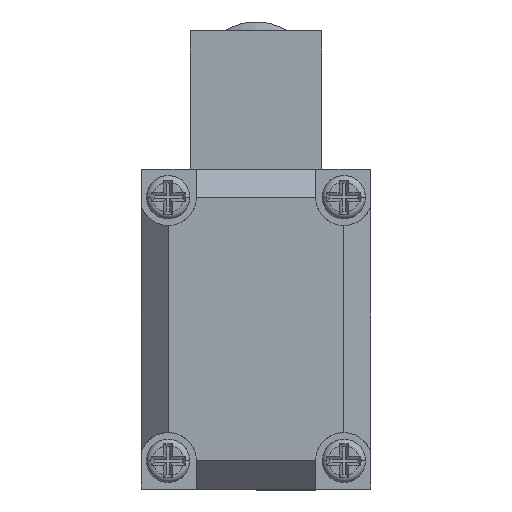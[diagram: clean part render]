
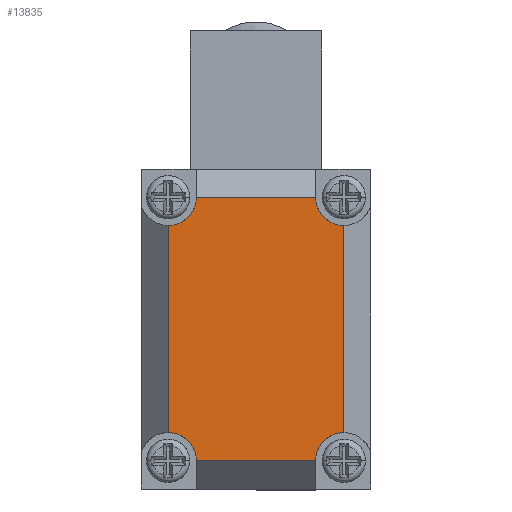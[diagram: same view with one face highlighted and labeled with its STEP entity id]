
A CAD part, top view. The second image highlights one B-rep face of the part: STEP entity #13835.
In plain terms, the highlighted planar face has unit normal (0, 0, 1).
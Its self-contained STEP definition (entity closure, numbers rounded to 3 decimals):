
#409 = EDGE_CURVE ( 'NONE', #6365, #6366, #8808, .T. ) ;
#410 = EDGE_CURVE ( 'NONE', #6365, #6367, #8807, .T. ) ;
#411 = EDGE_CURVE ( 'NONE', #6368, #6367, #8811, .T. ) ;
#412 = EDGE_CURVE ( 'NONE', #6368, #6369, #8810, .T. ) ;
#413 = EDGE_CURVE ( 'NONE', #6370, #6369, #8814, .T. ) ;
#414 = EDGE_CURVE ( 'NONE', #6370, #6371, #8813, .T. ) ;
#415 = EDGE_CURVE ( 'NONE', #6372, #6371, #8817, .T. ) ;
#416 = EDGE_CURVE ( 'NONE', #6372, #6366, #8816, .T. ) ;
#2510 = AXIS2_PLACEMENT_3D ( 'NONE', #12053, #12054, #12055 ) ;
#2511 = AXIS2_PLACEMENT_3D ( 'NONE', #12058, #12059, #12060 ) ;
#2512 = AXIS2_PLACEMENT_3D ( 'NONE', #12063, #12064, #12065 ) ;
#2513 = AXIS2_PLACEMENT_3D ( 'NONE', #12068, #12069, #12070 ) ;
#4338 = EDGE_LOOP ( 'NONE', ( #7222, #7223, #7224, #7225, #7226, #7227, #7228, #7229 ) ) ;
#6365 = VERTEX_POINT ( 'NONE', #9234 ) ;
#6366 = VERTEX_POINT ( 'NONE', #9235 ) ;
#6367 = VERTEX_POINT ( 'NONE', #9236 ) ;
#6368 = VERTEX_POINT ( 'NONE', #9237 ) ;
#6369 = VERTEX_POINT ( 'NONE', #9238 ) ;
#6370 = VERTEX_POINT ( 'NONE', #9239 ) ;
#6371 = VERTEX_POINT ( 'NONE', #9240 ) ;
#6372 = VERTEX_POINT ( 'NONE', #9241 ) ;
#7222 = ORIENTED_EDGE ( 'NONE', *, *, #409, .F. ) ;
#7223 = ORIENTED_EDGE ( 'NONE', *, *, #410, .T. ) ;
#7224 = ORIENTED_EDGE ( 'NONE', *, *, #411, .F. ) ;
#7225 = ORIENTED_EDGE ( 'NONE', *, *, #412, .T. ) ;
#7226 = ORIENTED_EDGE ( 'NONE', *, *, #413, .F. ) ;
#7227 = ORIENTED_EDGE ( 'NONE', *, *, #414, .T. ) ;
#7228 = ORIENTED_EDGE ( 'NONE', *, *, #415, .F. ) ;
#7229 = ORIENTED_EDGE ( 'NONE', *, *, #416, .T. ) ;
#8807 = LINE ( 'NONE', #12056, #8809 ) ;
#8808 = CIRCLE ( 'NONE', #2510, 4.5 ) ;
#8809 = VECTOR ( 'NONE', #12057, 1000. ) ;
#8810 = LINE ( 'NONE', #12061, #8812 ) ;
#8811 = CIRCLE ( 'NONE', #2511, 4.5 ) ;
#8812 = VECTOR ( 'NONE', #12062, 1000. ) ;
#8813 = LINE ( 'NONE', #12066, #8815 ) ;
#8814 = CIRCLE ( 'NONE', #2512, 4.5 ) ;
#8815 = VECTOR ( 'NONE', #12067, 1000. ) ;
#8816 = LINE ( 'NONE', #12071, #8818 ) ;
#8817 = CIRCLE ( 'NONE', #2513, 4.5 ) ;
#8818 = VECTOR ( 'NONE', #12072, 1000. ) ;
#9234 = CARTESIAN_POINT ( 'NONE',  ( 14., -16.5, 11.5 ) ) ;
#9235 = CARTESIAN_POINT ( 'NONE',  ( 9.5, -21., 11.5 ) ) ;
#9236 = CARTESIAN_POINT ( 'NONE',  ( 14., 16.5, 11.5 ) ) ;
#9237 = CARTESIAN_POINT ( 'NONE',  ( 9.5, 21., 11.5 ) ) ;
#9238 = CARTESIAN_POINT ( 'NONE',  ( -9.5, 21., 11.5 ) ) ;
#9239 = CARTESIAN_POINT ( 'NONE',  ( -14., 16.5, 11.5 ) ) ;
#9240 = CARTESIAN_POINT ( 'NONE',  ( -14., -16.5, 11.5 ) ) ;
#9241 = CARTESIAN_POINT ( 'NONE',  ( -9.5, -21., 11.5 ) ) ;
#10721 = AXIS2_PLACEMENT_3D ( 'NONE', #15808, #15809, #15810 ) ;
#11396 = FACE_OUTER_BOUND ( 'NONE', #4338, .T. ) ;
#12053 = CARTESIAN_POINT ( 'NONE',  ( 14., -21., 11.5 ) ) ;
#12054 = DIRECTION ( 'NONE',  ( 0., 0., 1. ) ) ;
#12055 = DIRECTION ( 'NONE',  ( 1., 0., 0. ) ) ;
#12056 = CARTESIAN_POINT ( 'NONE',  ( 14., -21., 11.5 ) ) ;
#12057 = DIRECTION ( 'NONE',  ( 0., 1., 0. ) ) ;
#12058 = CARTESIAN_POINT ( 'NONE',  ( 14., 21., 11.5 ) ) ;
#12059 = DIRECTION ( 'NONE',  ( 0., 0., 1. ) ) ;
#12060 = DIRECTION ( 'NONE',  ( -1., 0., 0. ) ) ;
#12061 = CARTESIAN_POINT ( 'NONE',  ( 14., 21., 11.5 ) ) ;
#12062 = DIRECTION ( 'NONE',  ( -1., 0., 0. ) ) ;
#12063 = CARTESIAN_POINT ( 'NONE',  ( -14., 21., 11.5 ) ) ;
#12064 = DIRECTION ( 'NONE',  ( 0., 0., 1. ) ) ;
#12065 = DIRECTION ( 'NONE',  ( 1., 0., 0. ) ) ;
#12066 = CARTESIAN_POINT ( 'NONE',  ( -14., -21., 11.5 ) ) ;
#12067 = DIRECTION ( 'NONE',  ( 0., -1., 0. ) ) ;
#12068 = CARTESIAN_POINT ( 'NONE',  ( -14., -21., 11.5 ) ) ;
#12069 = DIRECTION ( 'NONE',  ( 0., 0., 1. ) ) ;
#12070 = DIRECTION ( 'NONE',  ( -1., 0., 0. ) ) ;
#12071 = CARTESIAN_POINT ( 'NONE',  ( 14., -21., 11.5 ) ) ;
#12072 = DIRECTION ( 'NONE',  ( 1., 0., 0. ) ) ;
#13835 = ADVANCED_FACE ( 'NONE', ( #11396 ), #15807, .T. ) ;
#15807 = PLANE ( 'NONE',  #10721 ) ;
#15808 = CARTESIAN_POINT ( 'NONE',  ( -14., 21., 11.5 ) ) ;
#15809 = DIRECTION ( 'NONE',  ( 0., 0., 1. ) ) ;
#15810 = DIRECTION ( 'NONE',  ( 1., 0., 0. ) ) ;
